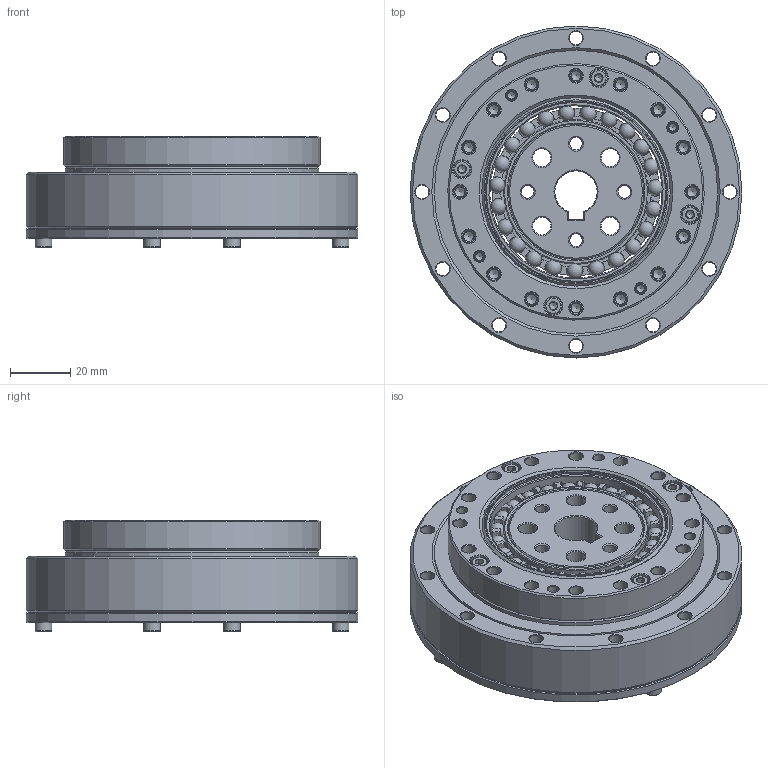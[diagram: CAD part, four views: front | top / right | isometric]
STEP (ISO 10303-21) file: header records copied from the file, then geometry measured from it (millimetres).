
FILE_DESCRIPTION(/* description */ (''),/* implementation_level */ '2;1');
FILE_NAME(/* name */ 'LHT-25-XX-U-I-DL-φ14.stp',/* time_stamp */ '2023-07-12T08:35:38+08:00',/* author */ (''),/* organization */ (''),/* preprocessor_version */ 'ST-DEVELOPER v16.7',/* originating_system */ 'SIEMENS PLM Software NX 12.0',/* authorisation */ '');
FILE_SCHEMA (('AUTOMOTIVE_DESIGN { 1 0 10303 214 3 1 1 1 }'));
Length unit declared in the file: millimetre
Products named in the file (13): EB456009-25KC-46; EB456009-25KC-01; TC-84x94x5; 发生器LSS-25-DL-φ14; O-68x1; O-90x1.5; GB-T70.1-2000,M3x8; GB-T70.1-2000,M3x12; 柔轮LHT-25; 刚轮LHT-25; EB456009-25KC; 交叉轴承LHT-25; LHT-25-XX-U-I-DL-φ14
Assembly tree (18 placements, depth 3):
  LHT-25-XX-U-I-DL-φ14
    交叉轴承LHT-25
      TC-84x94x5
    刚轮LHT-25
    柔轮LHT-25
    EB456009-25KC
      EB456009-25KC-01
      EB456009-25KC-46
    GB-T70.1-2000,M3x12  x4
    GB-T70.1-2000,M3x8  x4
    O-90x1.5
    O-68x1
    发生器LSS-25-DL-φ14
Bounding box: 110 x 110 x 37 mm (x, y, z)
Volume: 156849.5 mm3; surface area: 107123.2 mm2
Topology: 42 solids, 42 shells, 822 faces, 1943 edges, 1184 vertices
Faces by surface type: cone 290, plane 214, cylinder 204, torus 89, sphere 23, revolution 2
Full cylindrical faces by diameter (mm): 2.05 x2, 2.5 x16, 2.874 x8, 3.3 x16, 3.5 x16, 4.2 x4, 4.5 x40, 5.5 x8, 6 x8, 22 x1, 44 x1, 45 x2, 47.5 x1, 47.92 x2, 50 x1, 53 x1, 55.4 x1, 57.17 x2, 60 x2, 60.82 x1, 62.21 x1, 62.46 x1, 66 x1, 67 x2, 68 x1, 70.6 x1, 76 x1, 84 x3, 85 x1, 85.8 x2
Entity records: 18184 total; most frequent: CARTESIAN_POINT 4143, DIRECTION 3038, ORIENTED_EDGE 2042, AXIS2_PLACEMENT_3D 1444, EDGE_LOOP 1208, FACE_BOUND 1081, EDGE_CURVE 1021, VERTEX_POINT 896
